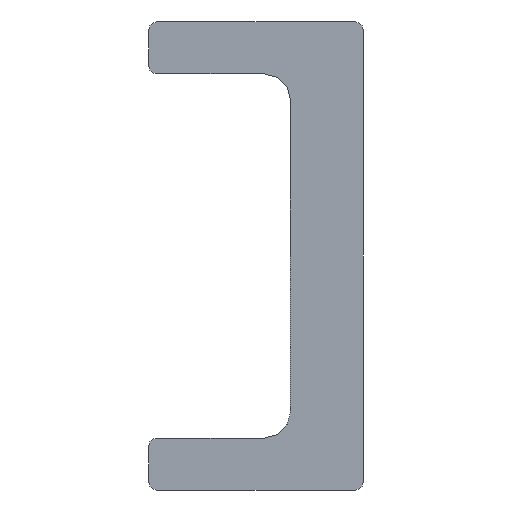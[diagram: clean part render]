
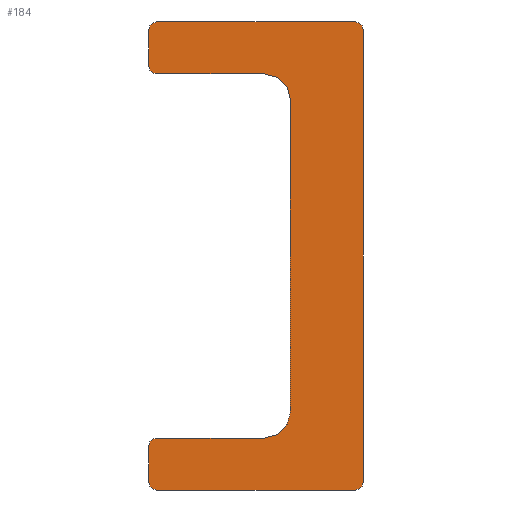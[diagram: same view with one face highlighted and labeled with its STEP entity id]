
A CAD part, front view. The second image highlights one B-rep face of the part: STEP entity #184.
In plain terms, the highlighted planar face has unit normal (0, -1, 0).
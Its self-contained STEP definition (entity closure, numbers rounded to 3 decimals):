
#184 = ADVANCED_FACE( '', ( #467 ), #468, .F. );
#467 = FACE_OUTER_BOUND( '', #778, .T. );
#468 = PLANE( '', #779 );
#778 = EDGE_LOOP( '', ( #1223, #1224, #1225, #1226, #1227, #1228, #1229, #1230, #1231, #1232, #1233, #1234, #1235, #1236, #1237, #1238 ) );
#779 = AXIS2_PLACEMENT_3D( '', #1239, #1240, #1241 );
#1223 = ORIENTED_EDGE( '', *, *, #1505, .F. );
#1224 = ORIENTED_EDGE( '', *, *, #1521, .T. );
#1225 = ORIENTED_EDGE( '', *, *, #1509, .F. );
#1226 = ORIENTED_EDGE( '', *, *, #1539, .T. );
#1227 = ORIENTED_EDGE( '', *, *, #1444, .F. );
#1228 = ORIENTED_EDGE( '', *, *, #1410, .T. );
#1229 = ORIENTED_EDGE( '', *, *, #1540, .F. );
#1230 = ORIENTED_EDGE( '', *, *, #1541, .T. );
#1231 = ORIENTED_EDGE( '', *, *, #1470, .F. );
#1232 = ORIENTED_EDGE( '', *, *, #1480, .T. );
#1233 = ORIENTED_EDGE( '', *, *, #1542, .F. );
#1234 = ORIENTED_EDGE( '', *, *, #1415, .T. );
#1235 = ORIENTED_EDGE( '', *, *, #1523, .F. );
#1236 = ORIENTED_EDGE( '', *, *, #1438, .T. );
#1237 = ORIENTED_EDGE( '', *, *, #1381, .F. );
#1238 = ORIENTED_EDGE( '', *, *, #1543, .T. );
#1239 = CARTESIAN_POINT( '', ( -4.125, 0., 9. ) );
#1240 = DIRECTION( '', ( 0., 1., 0. ) );
#1241 = DIRECTION( '', ( 0., 0., 1. ) );
#1381 = EDGE_CURVE( '', #1573, #1575, #1576, .T. );
#1410 = EDGE_CURVE( '', #1624, #1622, #1625, .F. );
#1415 = EDGE_CURVE( '', #1633, #1631, #1634, .F. );
#1438 = EDGE_CURVE( '', #1671, #1575, #1672, .F. );
#1444 = EDGE_CURVE( '', #1624, #1680, #1681, .T. );
#1470 = EDGE_CURVE( '', #1727, #1729, #1730, .T. );
#1480 = EDGE_CURVE( '', #1727, #1742, #1744, .T. );
#1505 = EDGE_CURVE( '', #1787, #1789, #1790, .T. );
#1509 = EDGE_CURVE( '', #1794, #1795, #1796, .T. );
#1521 = EDGE_CURVE( '', #1787, #1795, #1811, .F. );
#1523 = EDGE_CURVE( '', #1671, #1631, #1813, .T. );
#1539 = EDGE_CURVE( '', #1794, #1680, #1833, .F. );
#1540 = EDGE_CURVE( '', #1834, #1622, #1835, .T. );
#1541 = EDGE_CURVE( '', #1834, #1729, #1836, .T. );
#1542 = EDGE_CURVE( '', #1633, #1742, #1837, .T. );
#1543 = EDGE_CURVE( '', #1573, #1789, #1838, .F. );
#1573 = VERTEX_POINT( '', #1872 );
#1575 = VERTEX_POINT( '', #1875 );
#1576 = LINE( '', #1876, #1877 );
#1622 = VERTEX_POINT( '', #1924 );
#1624 = VERTEX_POINT( '', #1927 );
#1625 = CIRCLE( '', #1928, 0.3 );
#1631 = VERTEX_POINT( '', #1935 );
#1633 = VERTEX_POINT( '', #1938 );
#1634 = CIRCLE( '', #1939, 0.3 );
#1671 = VERTEX_POINT( '', #1984 );
#1672 = CIRCLE( '', #1985, 0.3 );
#1680 = VERTEX_POINT( '', #1994 );
#1681 = LINE( '', #1995, #1996 );
#1727 = VERTEX_POINT( '', #2043 );
#1729 = VERTEX_POINT( '', #2046 );
#1730 = LINE( '', #2047, #2048 );
#1742 = VERTEX_POINT( '', #2061 );
#1744 = CIRCLE( '', #2064, 1. );
#1787 = VERTEX_POINT( '', #2107 );
#1789 = VERTEX_POINT( '', #2110 );
#1790 = LINE( '', #2111, #2112 );
#1794 = VERTEX_POINT( '', #2117 );
#1795 = VERTEX_POINT( '', #2118 );
#1796 = LINE( '', #2119, #2120 );
#1811 = CIRCLE( '', #2137, 0.3 );
#1813 = LINE( '', #2139, #2140 );
#1833 = CIRCLE( '', #2160, 0.3 );
#1834 = VERTEX_POINT( '', #2161 );
#1835 = LINE( '', #2162, #2163 );
#1836 = CIRCLE( '', #2164, 1. );
#1837 = LINE( '', #2165, #2166 );
#1838 = CIRCLE( '', #2167, 0.3 );
#1872 = CARTESIAN_POINT( '', ( 3.825, 0., -9. ) );
#1875 = CARTESIAN_POINT( '', ( -3.825, 0., -9. ) );
#1876 = CARTESIAN_POINT( '', ( 4.125, 0., -9. ) );
#1877 = VECTOR( '', #2199, 1000. );
#1924 = CARTESIAN_POINT( '', ( -3.825, 0., 7. ) );
#1927 = CARTESIAN_POINT( '', ( -4.125, 0., 7.3 ) );
#1928 = AXIS2_PLACEMENT_3D( '', #2253, #2254, #2255 );
#1935 = CARTESIAN_POINT( '', ( -4.125, 0., -7.3 ) );
#1938 = CARTESIAN_POINT( '', ( -3.825, 0., -7. ) );
#1939 = AXIS2_PLACEMENT_3D( '', #2261, #2262, #2263 );
#1984 = CARTESIAN_POINT( '', ( -4.125, 0., -8.7 ) );
#1985 = AXIS2_PLACEMENT_3D( '', #2302, #2303, #2304 );
#1994 = CARTESIAN_POINT( '', ( -4.125, 0., 8.7 ) );
#1995 = CARTESIAN_POINT( '', ( -4.125, 0., -9. ) );
#1996 = VECTOR( '', #2312, 1000. );
#2043 = CARTESIAN_POINT( '', ( 1.325, 0., -6. ) );
#2046 = CARTESIAN_POINT( '', ( 1.325, 0., 6. ) );
#2047 = CARTESIAN_POINT( '', ( 1.325, 0., 7. ) );
#2048 = VECTOR( '', #2378, 1000. );
#2061 = CARTESIAN_POINT( '', ( 0.325, 0., -7. ) );
#2064 = AXIS2_PLACEMENT_3D( '', #2390, #2391, #2392 );
#2107 = CARTESIAN_POINT( '', ( 4.125, 0., 8.7 ) );
#2110 = CARTESIAN_POINT( '', ( 4.125, 0., -8.7 ) );
#2111 = CARTESIAN_POINT( '', ( 4.125, 0., 9. ) );
#2112 = VECTOR( '', #2451, 1000. );
#2117 = CARTESIAN_POINT( '', ( -3.825, 0., 9. ) );
#2118 = CARTESIAN_POINT( '', ( 3.825, 0., 9. ) );
#2119 = CARTESIAN_POINT( '', ( -4.125, 0., 9. ) );
#2120 = VECTOR( '', #2453, 1000. );
#2137 = AXIS2_PLACEMENT_3D( '', #2465, #2466, #2467 );
#2139 = CARTESIAN_POINT( '', ( -4.125, 0., -9. ) );
#2140 = VECTOR( '', #2468, 1000. );
#2160 = AXIS2_PLACEMENT_3D( '', #2481, #2482, #2483 );
#2161 = CARTESIAN_POINT( '', ( 0.325, 0., 7. ) );
#2162 = CARTESIAN_POINT( '', ( -4.125, 0., 7. ) );
#2163 = VECTOR( '', #2484, 1000. );
#2164 = AXIS2_PLACEMENT_3D( '', #2485, #2486, #2487 );
#2165 = CARTESIAN_POINT( '', ( 1.325, 0., -7. ) );
#2166 = VECTOR( '', #2488, 1000. );
#2167 = AXIS2_PLACEMENT_3D( '', #2489, #2490, #2491 );
#2199 = DIRECTION( '', ( -1., 0., 0. ) );
#2253 = CARTESIAN_POINT( '', ( -3.825, 0., 7.3 ) );
#2254 = DIRECTION( '', ( 0., 1., 0. ) );
#2255 = DIRECTION( '', ( 0., 0., 1. ) );
#2261 = CARTESIAN_POINT( '', ( -3.825, 0., -7.3 ) );
#2262 = DIRECTION( '', ( 0., 1., 0. ) );
#2263 = DIRECTION( '', ( 0., 0., 1. ) );
#2302 = CARTESIAN_POINT( '', ( -3.825, 0., -8.7 ) );
#2303 = DIRECTION( '', ( 0., 1., 0. ) );
#2304 = DIRECTION( '', ( 0., 0., 1. ) );
#2312 = DIRECTION( '', ( 0., 0., 1. ) );
#2378 = DIRECTION( '', ( 0., 0., 1. ) );
#2390 = CARTESIAN_POINT( '', ( 0.325, 0., -6. ) );
#2391 = DIRECTION( '', ( 0., 1., 0. ) );
#2392 = DIRECTION( '', ( 0., 0., 1. ) );
#2451 = DIRECTION( '', ( 0., 0., -1. ) );
#2453 = DIRECTION( '', ( 1., 0., 0. ) );
#2465 = CARTESIAN_POINT( '', ( 3.825, 0., 8.7 ) );
#2466 = DIRECTION( '', ( 0., 1., 0. ) );
#2467 = DIRECTION( '', ( 0., 0., 1. ) );
#2468 = DIRECTION( '', ( 0., 0., 1. ) );
#2481 = CARTESIAN_POINT( '', ( -3.825, 0., 8.7 ) );
#2482 = DIRECTION( '', ( 0., 1., 0. ) );
#2483 = DIRECTION( '', ( 0., 0., 1. ) );
#2484 = DIRECTION( '', ( -1., 0., 0. ) );
#2485 = CARTESIAN_POINT( '', ( 0.325, 0., 6. ) );
#2486 = DIRECTION( '', ( 0., 1., 0. ) );
#2487 = DIRECTION( '', ( 0., 0., 1. ) );
#2488 = DIRECTION( '', ( 1., 0., 0. ) );
#2489 = CARTESIAN_POINT( '', ( 3.825, 0., -8.7 ) );
#2490 = DIRECTION( '', ( 0., 1., 0. ) );
#2491 = DIRECTION( '', ( 0., 0., 1. ) );
